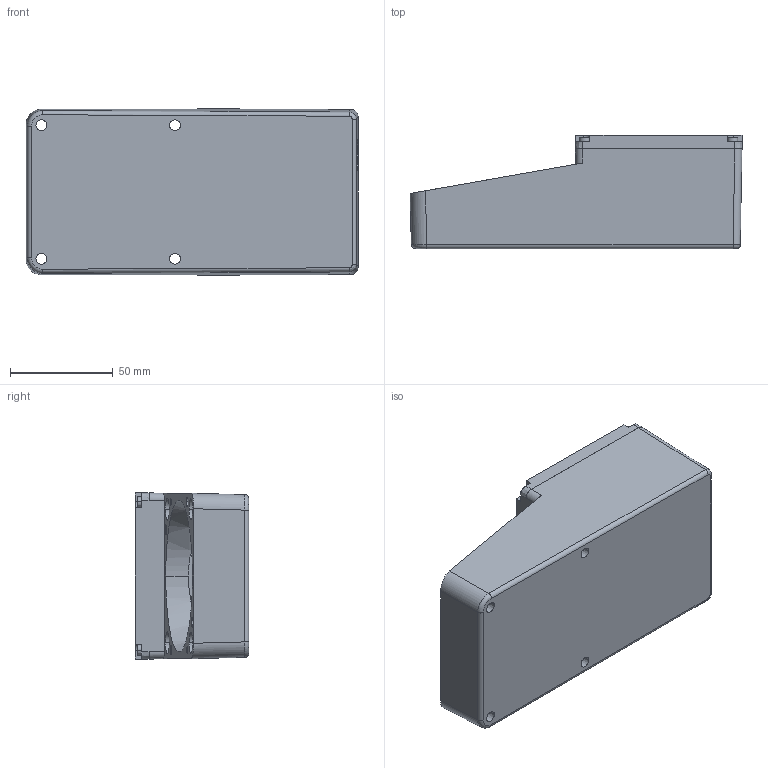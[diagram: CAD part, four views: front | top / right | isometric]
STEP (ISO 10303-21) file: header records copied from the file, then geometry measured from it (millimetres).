
FILE_DESCRIPTION((''),'2;1');
FILE_NAME('DM-CAD-2461','2016-11-07T',('creinig-se'),(''),'PRO/ENGINEER BY PARAMETRIC TECHNOLOGY CORPORATION, 2015440','PRO/ENGINEER BY PARAMETRIC TECHNOLOGY CORPORATION, 2015440','');
FILE_SCHEMA(('CONFIG_CONTROL_DESIGN'));
Length unit declared in the file: millimetre
Products named in the file (1): DM-CAD-2461
Bounding box: 161.51 x 55.2 x 80.94 mm (x, y, z)
Volume: 422619.7 mm3; surface area: 60469.9 mm2
Topology: 1 solids, 5 shells, 200 faces, 491 edges, 313 vertices
Faces by surface type: cylinder 72, plane 63, cone 35, bspline 14, torus 10, extrusion 6
Entity records: 8343 total; most frequent: CARTESIAN_POINT 2063, ORIENTED_EDGE 958, DIRECTION 941, PRESENTATION_STYLE_ASSIGNMENT 492, STYLED_ITEM 480, CURVE_STYLE 479, EDGE_CURVE 479, AXIS2_PLACEMENT_3D 369
